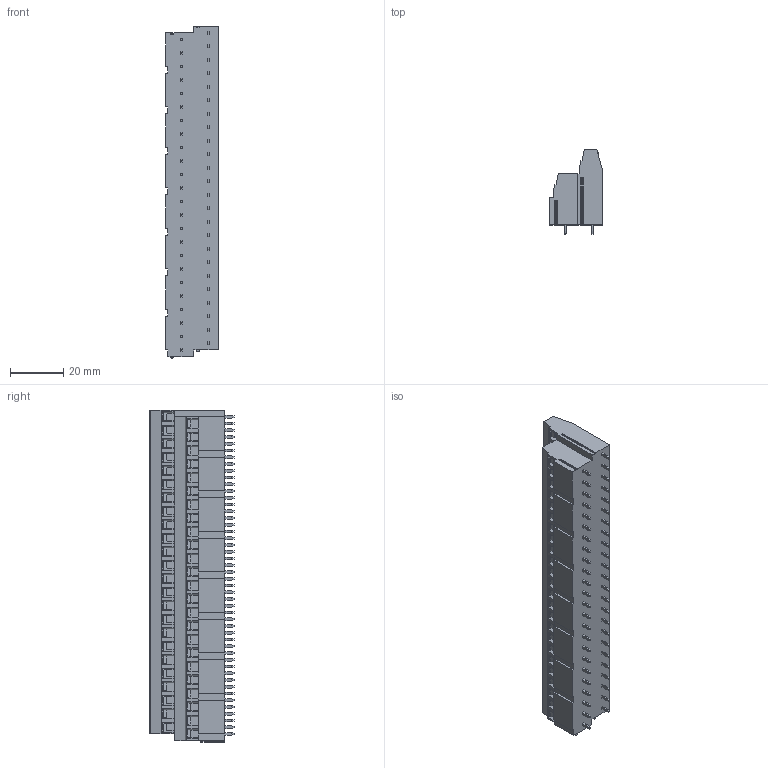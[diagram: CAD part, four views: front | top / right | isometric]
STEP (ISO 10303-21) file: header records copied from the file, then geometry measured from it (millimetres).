
FILE_DESCRIPTION((''),'2;1');
FILE_NAME('PRT0054','2025-01-16T',('yanfa'),(''),'PRO/ENGINEER BY PARAMETRIC TECHNOLOGY CORPORATION, 2009280','PRO/ENGINEER BY PARAMETRIC TECHNOLOGY CORPORATION, 2009280','');
FILE_SCHEMA(('AUTOMOTIVE_DESIGN_CC2 { 1 2 10303 214 -1 1 5 2 }'));
Length unit declared in the file: millimetre
Products named in the file (1): PRT0054
Bounding box: 19.85 x 31.7 x 124.96 mm (x, y, z)
Volume: 49856.6 mm3; surface area: 15134.8 mm2
Topology: 1 solids, 1 shells, 2035 faces, 5227 edges, 3330 vertices
Faces by surface type: plane 1185, cylinder 506, cone 224, torus 96, sphere 24
Entity records: 62359 total; most frequent: CARTESIAN_POINT 12534, ORIENTED_EDGE 10454, DIRECTION 10221, EDGE_CURVE 5227, VECTOR 3631, LINE 3631, VERTEX_POINT 3330, AXIS2_PLACEMENT_3D 3295
